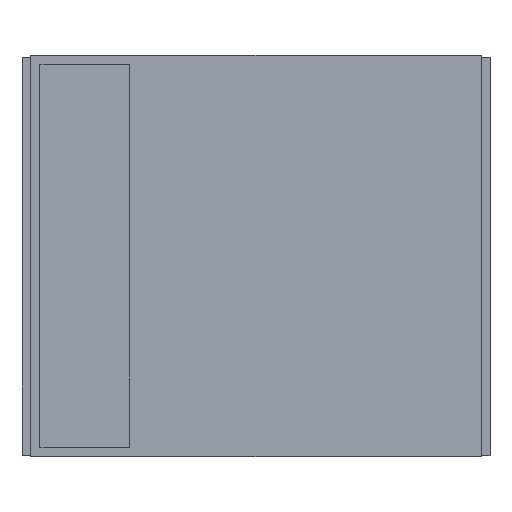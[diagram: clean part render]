
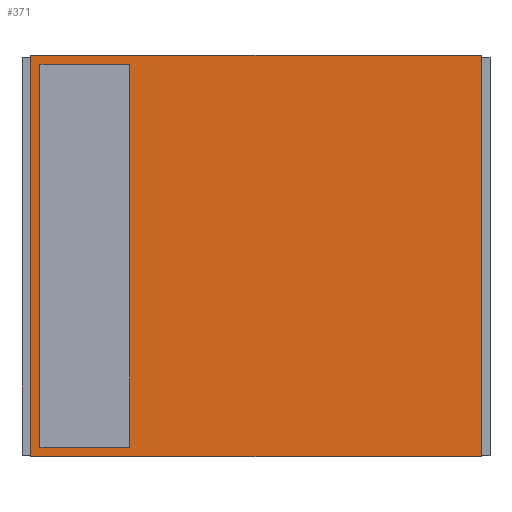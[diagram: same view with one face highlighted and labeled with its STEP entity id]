
A CAD part, top view. The second image highlights one B-rep face of the part: STEP entity #371.
In plain terms, the highlighted planar face has unit normal (0, 0, 1).
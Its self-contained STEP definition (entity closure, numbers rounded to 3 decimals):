
#371=ADVANCED_FACE('',(#377),#372,.T.);
#372=PLANE('',#373);
#373=AXIS2_PLACEMENT_3D('',#374,#375,#376);
#374=CARTESIAN_POINT('',(-3.994,-3.556,8.509));
#375=DIRECTION('',(0.0,0.0,1.0));
#376=DIRECTION('',(0.,1.,0.));
#377=FACE_OUTER_BOUND('',#378,.T.);
#378=EDGE_LOOP('',(#379,#389,#399,#409));
#382=CARTESIAN_POINT('',(3.994,-3.556,8.509));
#381=VERTEX_POINT('',#382);
#384=CARTESIAN_POINT('',(-3.994,-3.556,8.509));
#383=VERTEX_POINT('',#384);
#380=EDGE_CURVE('',#381,#383,#385,.T.);
#385=LINE('',#382,#387);
#387=VECTOR('',#388,7.988);
#388=DIRECTION('',(-1.0,0.0,0.0));
#379=ORIENTED_EDGE('',*,*,#380,.F.);
#392=CARTESIAN_POINT('',(3.994,3.556,8.509));
#391=VERTEX_POINT('',#392);
#390=EDGE_CURVE('',#391,#381,#395,.T.);
#395=LINE('',#392,#397);
#397=VECTOR('',#398,7.112);
#398=DIRECTION('',(0.0,-1.0,0.0));
#389=ORIENTED_EDGE('',*,*,#390,.F.);
#402=CARTESIAN_POINT('',(-3.994,3.556,8.509));
#401=VERTEX_POINT('',#402);
#400=EDGE_CURVE('',#401,#391,#405,.T.);
#405=LINE('',#402,#407);
#407=VECTOR('',#408,7.988);
#408=DIRECTION('',(1.0,0.0,0.0));
#399=ORIENTED_EDGE('',*,*,#400,.F.);
#410=EDGE_CURVE('',#383,#401,#415,.T.);
#415=LINE('',#384,#417);
#417=VECTOR('',#418,7.112);
#418=DIRECTION('',(0.0,1.0,0.0));
#409=ORIENTED_EDGE('',*,*,#410,.F.);
